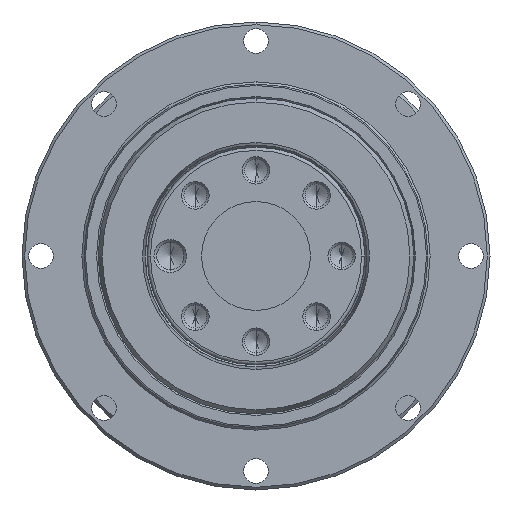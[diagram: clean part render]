
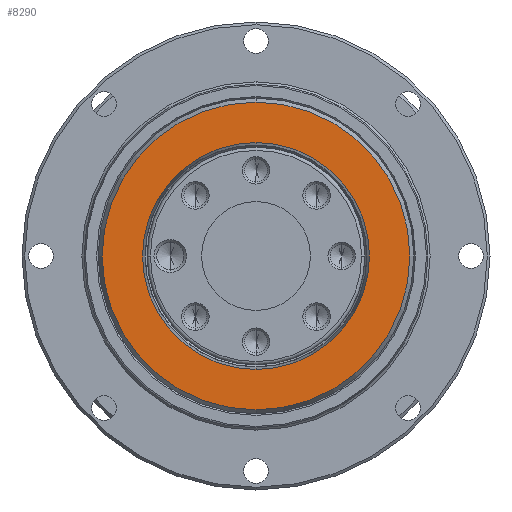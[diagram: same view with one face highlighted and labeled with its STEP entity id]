
A CAD part, left-side view. The second image highlights one B-rep face of the part: STEP entity #8290.
In plain terms, the highlighted planar face has unit normal (-1, 0, 0).
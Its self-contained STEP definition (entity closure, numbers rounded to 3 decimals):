
#194 = CIRCLE ( 'NONE', #2251, 28.278 ) ;
#229 = CARTESIAN_POINT ( 'NONE',  ( -35., -28.278, 0. ) ) ;
#695 = VERTEX_POINT ( 'NONE', #832 ) ;
#777 = CARTESIAN_POINT ( 'NONE',  ( -35., 0., -28.278 ) ) ;
#832 = CARTESIAN_POINT ( 'NONE',  ( -35., 0., 28.278 ) ) ;
#894 = EDGE_CURVE ( 'NONE', #4949, #695, #13179, .T. ) ;
#1139 = DIRECTION ( 'NONE',  ( -1., 0., 0. ) ) ;
#1321 = CARTESIAN_POINT ( 'NONE',  ( -35., 0., -20.862 ) ) ;
#2251 = AXIS2_PLACEMENT_3D ( 'NONE', #9994, #2765, #5056 ) ;
#2461 = FACE_BOUND ( 'NONE', #6546, .T. ) ;
#2656 = DIRECTION ( 'NONE',  ( -1., 0., 0. ) ) ;
#2765 = DIRECTION ( 'NONE',  ( -1., 0., 0. ) ) ;
#4141 = DIRECTION ( 'NONE',  ( 0., 0., -1. ) ) ;
#4214 = CARTESIAN_POINT ( 'NONE',  ( -35., 0., 0. ) ) ;
#4949 = VERTEX_POINT ( 'NONE', #777 ) ;
#5056 = DIRECTION ( 'NONE',  ( 0., 0., -1. ) ) ;
#5081 = DIRECTION ( 'NONE',  ( 0., 0., -1. ) ) ;
#5179 = DIRECTION ( 'NONE',  ( 0., 0., -1. ) ) ;
#6099 = DIRECTION ( 'NONE',  ( 0., 0., -1. ) ) ;
#6479 = CARTESIAN_POINT ( 'NONE',  ( -35., 0., 0. ) ) ;
#6546 = EDGE_LOOP ( 'NONE', ( #14206, #12857 ) ) ;
#6919 = EDGE_CURVE ( 'NONE', #11870, #13173, #7105, .T. ) ;
#7105 = CIRCLE ( 'NONE', #7623, 20.862 ) ;
#7283 = PLANE ( 'NONE',  #9843 ) ;
#7623 = AXIS2_PLACEMENT_3D ( 'NONE', #6479, #12401, #5179 ) ;
#7814 = CIRCLE ( 'NONE', #15119, 20.862 ) ;
#7838 = EDGE_CURVE ( 'NONE', #695, #4949, #194, .T. ) ;
#8290 = ADVANCED_FACE ( 'NONE', ( #9091, #2461 ), #7283, .T. ) ;
#9091 = FACE_OUTER_BOUND ( 'NONE', #13778, .T. ) ;
#9166 = AXIS2_PLACEMENT_3D ( 'NONE', #10539, #1139, #6099 ) ;
#9843 = AXIS2_PLACEMENT_3D ( 'NONE', #229, #13409, #5081 ) ;
#9994 = CARTESIAN_POINT ( 'NONE',  ( -35., 0., 0. ) ) ;
#10539 = CARTESIAN_POINT ( 'NONE',  ( -35., 0., 0. ) ) ;
#11186 = EDGE_CURVE ( 'NONE', #13173, #11870, #7814, .T. ) ;
#11270 = CARTESIAN_POINT ( 'NONE',  ( -35., 0., 20.862 ) ) ;
#11722 = ORIENTED_EDGE ( 'NONE', *, *, #894, .T. ) ;
#11870 = VERTEX_POINT ( 'NONE', #11270 ) ;
#12401 = DIRECTION ( 'NONE',  ( -1., 0., 0. ) ) ;
#12857 = ORIENTED_EDGE ( 'NONE', *, *, #6919, .F. ) ;
#13173 = VERTEX_POINT ( 'NONE', #1321 ) ;
#13179 = CIRCLE ( 'NONE', #9166, 28.278 ) ;
#13409 = DIRECTION ( 'NONE',  ( -1., 0., 0. ) ) ;
#13778 = EDGE_LOOP ( 'NONE', ( #14412, #11722 ) ) ;
#14206 = ORIENTED_EDGE ( 'NONE', *, *, #11186, .F. ) ;
#14412 = ORIENTED_EDGE ( 'NONE', *, *, #7838, .T. ) ;
#15119 = AXIS2_PLACEMENT_3D ( 'NONE', #4214, #2656, #4141 ) ;
